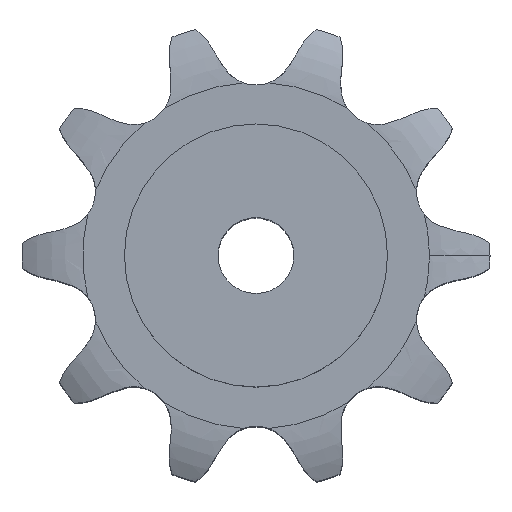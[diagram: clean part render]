
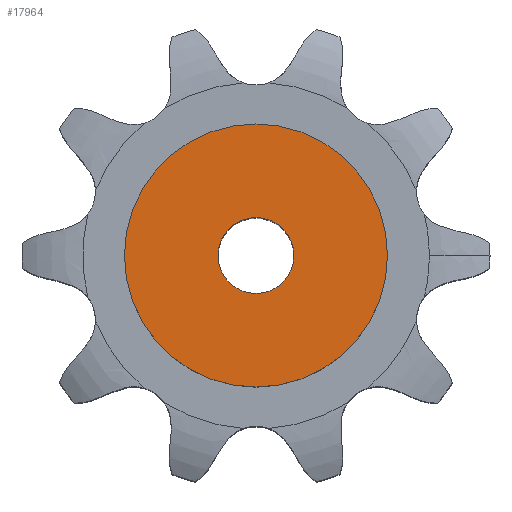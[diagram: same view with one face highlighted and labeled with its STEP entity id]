
A CAD part, top view. The second image highlights one B-rep face of the part: STEP entity #17964.
In plain terms, the highlighted planar face has unit normal (0, 0, 1).
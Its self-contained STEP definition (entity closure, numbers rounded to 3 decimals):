
#9776 = CYLINDRICAL_SURFACE('',#9777,15.);
#9777 = AXIS2_PLACEMENT_3D('',#9778,#9779,#9780);
#9778 = CARTESIAN_POINT('',(0.,0.,366.116));
#9779 = DIRECTION('',(0.,0.,1.));
#9780 = DIRECTION('',(1.,0.,0.));
#12288 = EDGE_CURVE('',#12289,#12289,#12291,.T.);
#12289 = VERTEX_POINT('',#12290);
#12290 = CARTESIAN_POINT('',(15.,0.,180.));
#12291 = SURFACE_CURVE('',#12292,(#12297,#12304),.PCURVE_S1.);
#12292 = CIRCLE('',#12293,15.);
#12293 = AXIS2_PLACEMENT_3D('',#12294,#12295,#12296);
#12294 = CARTESIAN_POINT('',(0.,0.,180.));
#12295 = DIRECTION('',(0.,0.,1.));
#12296 = DIRECTION('',(1.,0.,0.));
#12297 = PCURVE('',#9776,#12298);
#12298 = DEFINITIONAL_REPRESENTATION('',(#12299),#12303);
#12299 = LINE('',#12300,#12301);
#12300 = CARTESIAN_POINT('',(0.,-186.116));
#12301 = VECTOR('',#12302,1.);
#12302 = DIRECTION('',(1.,0.));
#12303 = ( GEOMETRIC_REPRESENTATION_CONTEXT(2) 
PARAMETRIC_REPRESENTATION_CONTEXT() REPRESENTATION_CONTEXT('2D SPACE',''
  ) );
#12304 = PCURVE('',#12305,#12310);
#12305 = PLANE('',#12306);
#12306 = AXIS2_PLACEMENT_3D('',#12307,#12308,#12309);
#12307 = CARTESIAN_POINT('',(0.,0.,180.
    ));
#12308 = DIRECTION('',(0.,0.,1.));
#12309 = DIRECTION('',(1.,0.,0.));
#12310 = DEFINITIONAL_REPRESENTATION('',(#12311),#12315);
#12311 = CIRCLE('',#12312,15.);
#12312 = AXIS2_PLACEMENT_2D('',#12313,#12314);
#12313 = CARTESIAN_POINT('',(0.,0.));
#12314 = DIRECTION('',(1.,0.));
#12315 = ( GEOMETRIC_REPRESENTATION_CONTEXT(2) 
PARAMETRIC_REPRESENTATION_CONTEXT() REPRESENTATION_CONTEXT('2D SPACE',''
  ) );
#17964 = ADVANCED_FACE('',(#17965,#17996),#12305,.T.);
#17965 = FACE_BOUND('',#17966,.T.);
#17966 = EDGE_LOOP('',(#17967));
#17967 = ORIENTED_EDGE('',*,*,#17968,.T.);
#17968 = EDGE_CURVE('',#17969,#17969,#17971,.T.);
#17969 = VERTEX_POINT('',#17970);
#17970 = CARTESIAN_POINT('',(52.,0.,180.));
#17971 = SURFACE_CURVE('',#17972,(#17977,#17984),.PCURVE_S1.);
#17972 = CIRCLE('',#17973,52.);
#17973 = AXIS2_PLACEMENT_3D('',#17974,#17975,#17976);
#17974 = CARTESIAN_POINT('',(0.,0.,180.));
#17975 = DIRECTION('',(0.,0.,1.));
#17976 = DIRECTION('',(1.,0.,0.));
#17977 = PCURVE('',#12305,#17978);
#17978 = DEFINITIONAL_REPRESENTATION('',(#17979),#17983);
#17979 = CIRCLE('',#17980,52.);
#17980 = AXIS2_PLACEMENT_2D('',#17981,#17982);
#17981 = CARTESIAN_POINT('',(0.,0.));
#17982 = DIRECTION('',(1.,0.));
#17983 = ( GEOMETRIC_REPRESENTATION_CONTEXT(2) 
PARAMETRIC_REPRESENTATION_CONTEXT() REPRESENTATION_CONTEXT('2D SPACE',''
  ) );
#17984 = PCURVE('',#17985,#17990);
#17985 = CYLINDRICAL_SURFACE('',#17986,52.);
#17986 = AXIS2_PLACEMENT_3D('',#17987,#17988,#17989);
#17987 = CARTESIAN_POINT('',(0.,0.,0.));
#17988 = DIRECTION('',(-0.,-0.,-1.));
#17989 = DIRECTION('',(1.,0.,0.));
#17990 = DEFINITIONAL_REPRESENTATION('',(#17991),#17995);
#17991 = LINE('',#17992,#17993);
#17992 = CARTESIAN_POINT('',(-0.,-180.));
#17993 = VECTOR('',#17994,1.);
#17994 = DIRECTION('',(-1.,0.));
#17995 = ( GEOMETRIC_REPRESENTATION_CONTEXT(2) 
PARAMETRIC_REPRESENTATION_CONTEXT() REPRESENTATION_CONTEXT('2D SPACE',''
  ) );
#17996 = FACE_BOUND('',#17997,.T.);
#17997 = EDGE_LOOP('',(#17998));
#17998 = ORIENTED_EDGE('',*,*,#12288,.F.);
